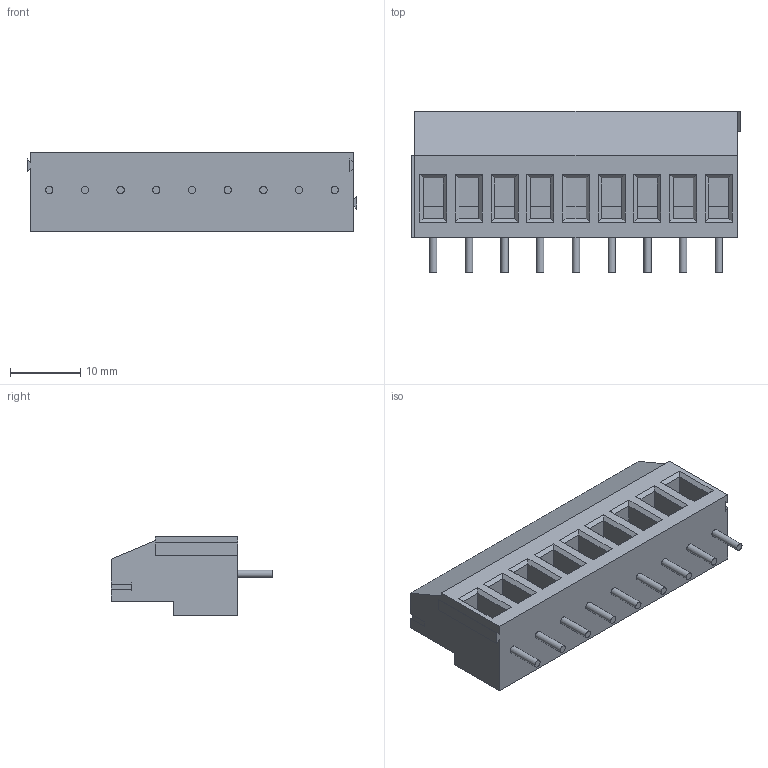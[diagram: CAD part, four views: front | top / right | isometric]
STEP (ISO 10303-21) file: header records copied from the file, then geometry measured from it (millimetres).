
FILE_DESCRIPTION(/* description */ (''),/* implementation_level */ '2;1');
FILE_NAME(/* name */ 'TerminalBlock_Phoenix_MKDS-3-9-5.08_1x09_P5.08mm_Horizontal.stp',/* time_stamp */ '2019-08-31T16:55:32+02:00',/* author */ ('Sébastien'),/* organization */ (''),/* preprocessor_version */ 'ST-DEVELOPER v16.13',/* originating_system */ 'Autodesk Inventor 2018',/* authorisation */ '');
FILE_SCHEMA (('AUTOMOTIVE_DESIGN { 1 0 10303 214 3 1 1 }'));
Length unit declared in the file: millimetre
Products named in the file (1): bornier_vert_5.08_variable
Bounding box: 46.94 x 23 x 11.2 mm (x, y, z)
Volume: 6912.4 mm3; surface area: 4175.2 mm2
Topology: 1 solids, 1 shells, 233 faces, 576 edges, 372 vertices
Faces by surface type: plane 215, cylinder 18
Full cylindrical faces by diameter (mm): 1.05 x9, 3.9 x9
Entity records: 6816 total; most frequent: CARTESIAN_POINT 1146, ORIENTED_EDGE 1098, DIRECTION 1080, EDGE_CURVE 549, LINE 486, VECTOR 486, VERTEX_POINT 363, AXIS2_PLACEMENT_3D 297
